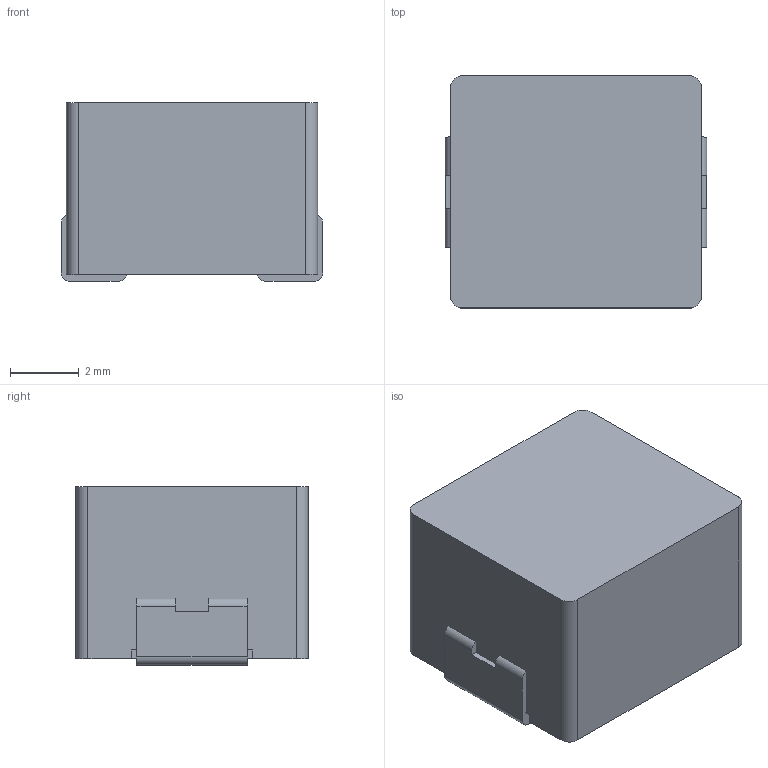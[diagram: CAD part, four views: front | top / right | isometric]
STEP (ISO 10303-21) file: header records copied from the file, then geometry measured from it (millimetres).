
FILE_DESCRIPTION(('FreeCAD Model'),'2;1');
FILE_NAME('Open CASCADE Shape Model','2022-11-30T17:25:31',('Author'),( ''),'Open CASCADE STEP processor 7.5','FreeCAD','Unknown');
FILE_SCHEMA(('AUTOMOTIVE_DESIGN { 1 0 10303 214 1 1 1 1 }'));
Length unit declared in the file: millimetre
Products named in the file (3): Unnamed; Body; Leads
Assembly tree (2 placements, depth 2):
  Unnamed
    Body
    Leads
Bounding box: 7.6 x 6.75 x 5.2 mm (x, y, z)
Surface area: 331.1 mm2
Topology: 2 solids, 2 shells, 48 faces, 124 edges, 80 vertices
Faces by surface type: plane 36, cylinder 12
Entity records: 3125 total; most frequent: CARTESIAN_POINT 595, DIRECTION 456, LINE 292, VECTOR 292, ORIENTED_EDGE 248, PCURVE 248, DEFINITIONAL_REPRESENTATION 248, EDGE_CURVE 124
